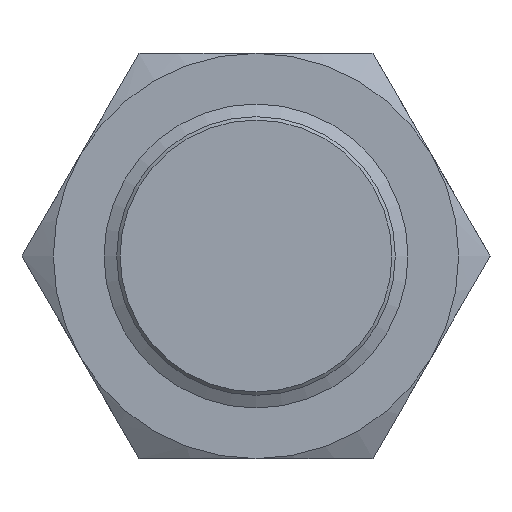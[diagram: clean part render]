
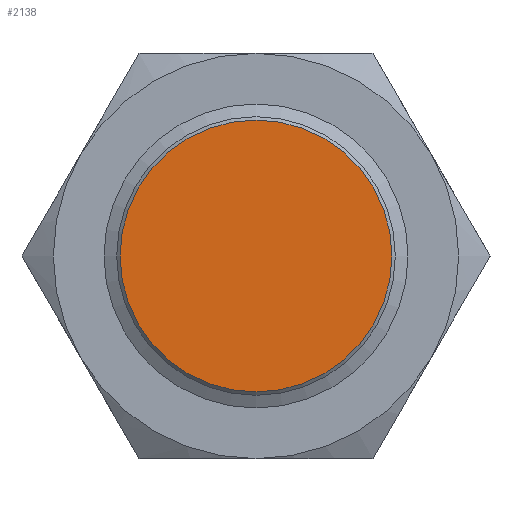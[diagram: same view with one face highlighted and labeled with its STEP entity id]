
A CAD part, left-side view. The second image highlights one B-rep face of the part: STEP entity #2138.
In plain terms, the highlighted planar face has unit normal (-1, 0, 0).
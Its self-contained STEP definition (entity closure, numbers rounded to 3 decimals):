
#70=PLANE('',#2297);
#523=ORIENTED_EDGE('',*,*,#815,.F.);
#815=EDGE_CURVE('',#970,#970,#1045,.T.);
#970=VERTEX_POINT('',#3342);
#1045=CIRCLE('',#2298,8.05);
#1143=EDGE_LOOP('',(#523));
#1283=FACE_BOUND('',#1143,.T.);
#2138=ADVANCED_FACE('',(#1283),#70,.F.);
#2297=AXIS2_PLACEMENT_3D('',#3340,#2612,#2613);
#2298=AXIS2_PLACEMENT_3D('',#3341,#2614,#2615);
#2612=DIRECTION('',(1.,0.,0.));
#2613=DIRECTION('',(0.,0.,-1.));
#2614=DIRECTION('',(1.,0.,0.));
#2615=DIRECTION('',(0.,0.,-1.));
#3340=CARTESIAN_POINT('',(0.,0.,0.));
#3341=CARTESIAN_POINT('',(0.,0.,0.));
#3342=CARTESIAN_POINT('',(0.,0.,-8.05));
